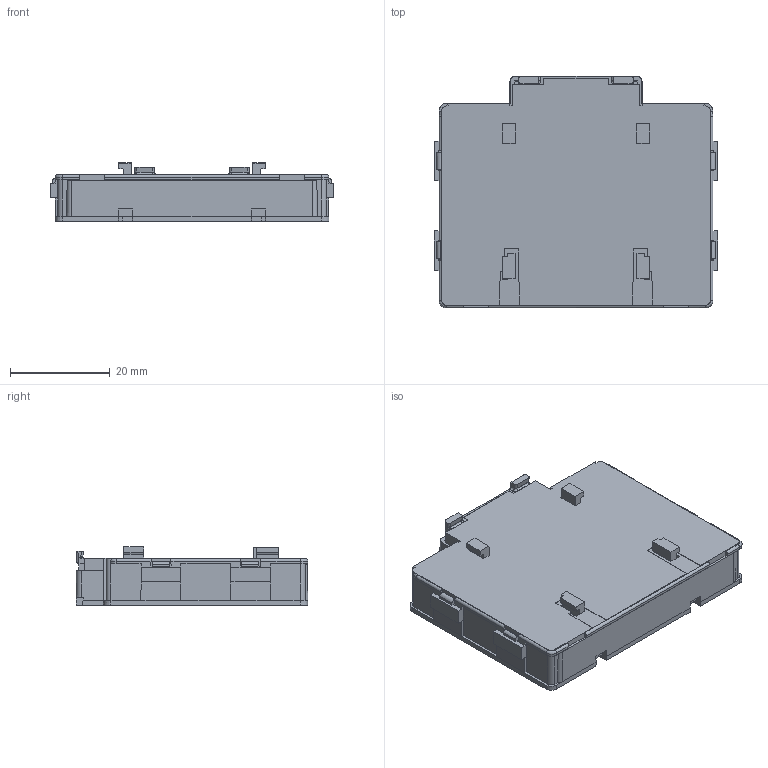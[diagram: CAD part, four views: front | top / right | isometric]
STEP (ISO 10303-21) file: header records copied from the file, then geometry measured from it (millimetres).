
FILE_DESCRIPTION (( 'STEP AP214' ), '1' );
FILE_NAME ('AUX11-E.step', '2020-05-11T19:26:13', ( '' ), ( '' ), 'SwSTEP 2.0', 'SolidWorks 2019', '' );
FILE_SCHEMA (( 'AUTOMOTIVE_DESIGN' ));
Length unit declared in the file: inch
Products named in the file (2): AUX11-E
Bounding box: 56.97 x 46.55 x 11.8 mm (x, y, z)
Volume: 22457.9 mm3; surface area: 7588.9 mm2
Topology: 1 solids, 1 shells, 379 faces, 1088 edges, 711 vertices
Faces by surface type: plane 313, cylinder 40, bspline 16, cone 10
Entity records: 12611 total; most frequent: CARTESIAN_POINT 2880, ORIENTED_EDGE 2176, DIRECTION 1788, EDGE_CURVE 1088, VECTOR 930, LINE 930, VERTEX_POINT 711, AXIS2_PLACEMENT_3D 429
